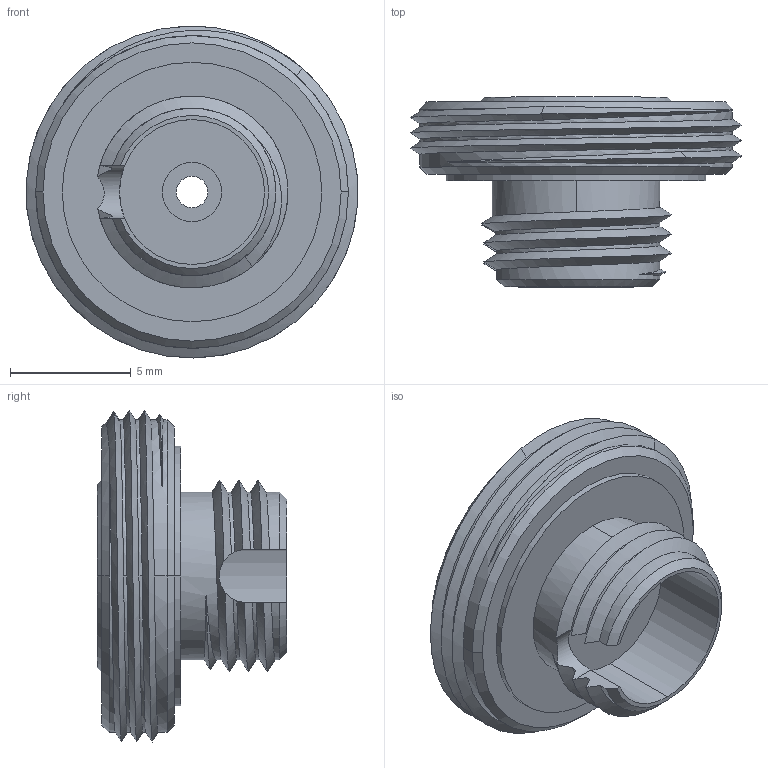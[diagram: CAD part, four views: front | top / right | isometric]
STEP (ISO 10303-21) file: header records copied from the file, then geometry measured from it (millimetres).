
FILE_DESCRIPTION((''),'2;1');
FILE_NAME('SM05-FC25_ASM','2020-12-17T',('Administrator'),(''),'CREO PARAMETRIC BY PTC INC, 2015290','CREO PARAMETRIC BY PTC INC, 2015290','');
FILE_SCHEMA(('CONFIG_CONTROL_DESIGN'));
Length unit declared in the file: millimetre
Products named in the file (3): FC_A; SM05; SM05-FC25_ASM
Assembly tree (2 placements, depth 2):
  SM05-FC25_ASM
    FC_A
    SM05
Bounding box: 13.74 x 7.86 x 13.75 mm (x, y, z)
Volume: 475.7 mm3; surface area: 921.1 mm2
Topology: 2 solids, 2 shells, 93 faces, 231 edges, 147 vertices
Faces by surface type: cylinder 36, bspline 29, plane 15, cone 13
Entity records: 7238 total; most frequent: CARTESIAN_POINT 5172, ORIENTED_EDGE 462, DIRECTION 324, EDGE_CURVE 231, VERTEX_POINT 147, AXIS2_PLACEMENT_3D 123, EDGE_LOOP 102, B_SPLINE_CURVE_WITH_KNOTS 99
